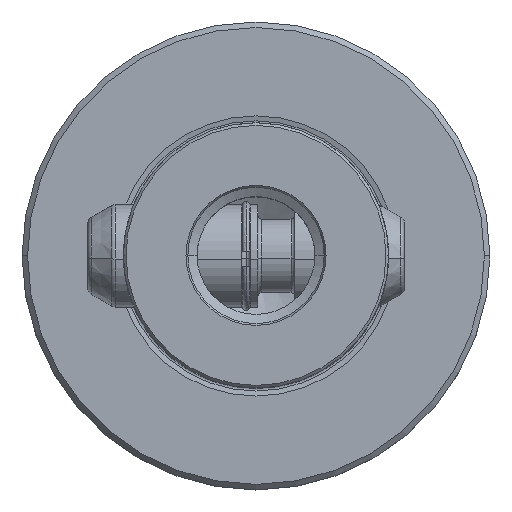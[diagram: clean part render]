
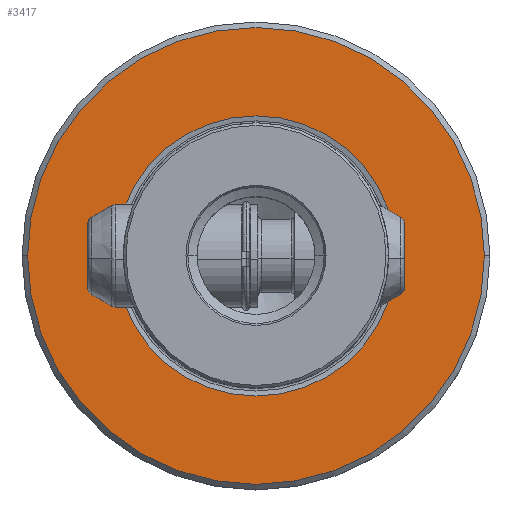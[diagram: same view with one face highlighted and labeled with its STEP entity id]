
A CAD part, top view. The second image highlights one B-rep face of the part: STEP entity #3417.
In plain terms, the highlighted planar face has unit normal (0, 0, 1).
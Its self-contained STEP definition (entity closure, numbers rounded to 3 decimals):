
#3137=VERTEX_POINT('NONE',#7152);
#3221=VERTEX_POINT('NONE',#7247);
#3417=ADVANCED_FACE('NONE',(#7457,#7458),#7459,.T.);
#3739=EDGE_CURVE('NONE',#4037,#3221,#7816,.F.);
#3893=VERTEX_POINT('NONE',#7981);
#4037=VERTEX_POINT('NONE',#8137);
#4893=EDGE_CURVE('NONE',#3221,#4037,#9082,.T.);
#5455=EDGE_CURVE('NONE',#3137,#3893,#9705,.T.);
#5853=EDGE_CURVE('NONE',#3893,#3137,#10167,.T.);
#7152=CARTESIAN_POINT('',(31.0,0.,0.0));
#7247=CARTESIAN_POINT('',(19.012,0.,0.0));
#7457=FACE_OUTER_BOUND('',#36645,.T.);
#7458=FACE_BOUND('',#36646,.T.);
#7459=PLANE('',#36647);
#7816=CIRCLE('',#44174,19.012);
#7981=CARTESIAN_POINT('',(-31.0,0.,0.0));
#8137=CARTESIAN_POINT('',(-19.012,0.,0.0));
#9082=CIRCLE('',#55409,19.012);
#9705=CIRCLE('',#64602,31.0);
#10167=CIRCLE('',#69808,31.0);
#36645=EDGE_LOOP('',(#71498,#71499));
#36646=EDGE_LOOP('',(#71500,#71501));
#36647=AXIS2_PLACEMENT_3D('',#71502,#71503,#71504);
#44174=AXIS2_PLACEMENT_3D('',#71922,#71923,#71924);
#55409=AXIS2_PLACEMENT_3D('',#73339,#73340,#73341);
#64602=AXIS2_PLACEMENT_3D('',#74070,#74071,#74072);
#69808=AXIS2_PLACEMENT_3D('',#74772,#74773,#74774);
#71498=ORIENTED_EDGE('',*,*,#5853,.F.);
#71499=ORIENTED_EDGE('',*,*,#5455,.F.);
#71500=ORIENTED_EDGE('',*,*,#4893,.F.);
#71501=ORIENTED_EDGE('',*,*,#3739,.F.);
#71502=CARTESIAN_POINT('',(-18.0,0.0,0.0));
#71503=DIRECTION('',(-0.0,0.0,1.0));
#71504=DIRECTION('',(0.0,1.0,0.0));
#71922=CARTESIAN_POINT('',(0.0,0.0,0.0));
#71923=DIRECTION('',(0.0,0.0,-1.0));
#71924=DIRECTION('',(1.0,0.,0.0));
#73339=CARTESIAN_POINT('',(0.0,0.0,0.0));
#73340=DIRECTION('',(-0.0,0.0,1.0));
#73341=DIRECTION('',(1.0,0.,0.0));
#74070=CARTESIAN_POINT('',(0.0,0.0,0.0));
#74071=DIRECTION('',(0.0,0.0,-1.0));
#74072=DIRECTION('',(-1.0,0.,0.0));
#74772=CARTESIAN_POINT('',(0.0,0.0,0.0));
#74773=DIRECTION('',(0.0,0.0,-1.0));
#74774=DIRECTION('',(-1.0,0.,0.0));
